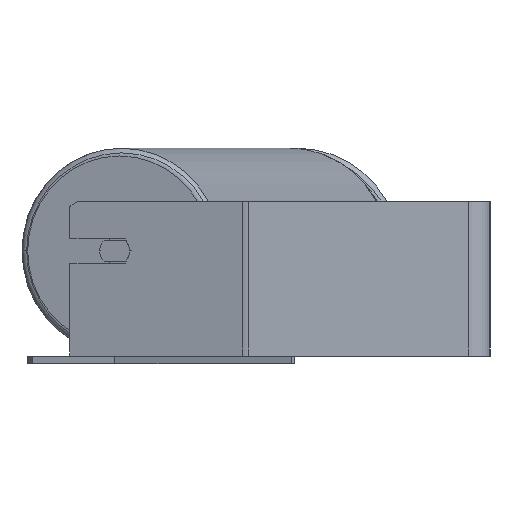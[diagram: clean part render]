
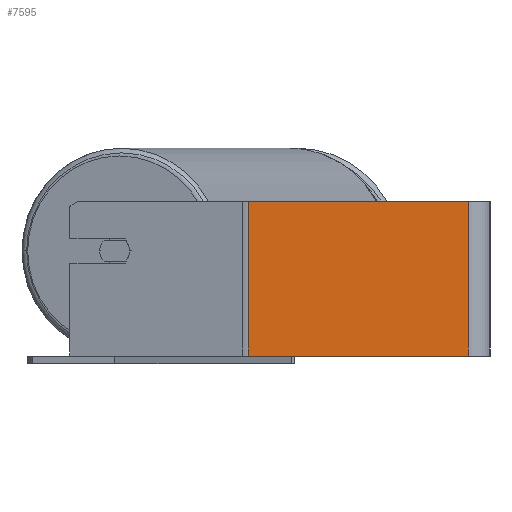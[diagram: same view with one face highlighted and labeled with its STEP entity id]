
A CAD part, left-side view. The second image highlights one B-rep face of the part: STEP entity #7595.
In plain terms, the highlighted planar face has unit normal (-1, 0, 0).
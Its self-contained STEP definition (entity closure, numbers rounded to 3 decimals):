
#231 = CARTESIAN_POINT ( 'NONE',  ( -700., 156.401, -50. ) ) ;
#766 = LINE ( 'NONE', #8012, #3349 ) ;
#887 = AXIS2_PLACEMENT_3D ( 'NONE', #5628, #4211, #8397 ) ;
#1036 = VECTOR ( 'NONE', #1815, 1000. ) ;
#1066 = CARTESIAN_POINT ( 'NONE',  ( -700., 156.401, 50. ) ) ;
#1270 = EDGE_CURVE ( 'NONE', #4331, #6194, #766, .T. ) ;
#1510 = DIRECTION ( 'NONE',  ( 0., 0., -1. ) ) ;
#1676 = DIRECTION ( 'NONE',  ( 0., 0., -1. ) ) ;
#1815 = DIRECTION ( 'NONE',  ( 0., -1., 0. ) ) ;
#1939 = CARTESIAN_POINT ( 'NONE',  ( -700., 156.401, 50. ) ) ;
#2188 = VERTEX_POINT ( 'NONE', #1939 ) ;
#2739 = PLANE ( 'NONE',  #887 ) ;
#3349 = VECTOR ( 'NONE', #1510, 1000. ) ;
#3544 = CARTESIAN_POINT ( 'NONE',  ( -700., 158.244, 50. ) ) ;
#3702 = ORIENTED_EDGE ( 'NONE', *, *, #5492, .F. ) ;
#4211 = DIRECTION ( 'NONE',  ( 1., 0., 0. ) ) ;
#4331 = VERTEX_POINT ( 'NONE', #7437 ) ;
#5023 = LINE ( 'NONE', #3544, #6307 ) ;
#5238 = LINE ( 'NONE', #1066, #6952 ) ;
#5422 = LINE ( 'NONE', #8336, #1036 ) ;
#5492 = EDGE_CURVE ( 'NONE', #2188, #4331, #5023, .T. ) ;
#5599 = ORIENTED_EDGE ( 'NONE', *, *, #1270, .F. ) ;
#5628 = CARTESIAN_POINT ( 'NONE',  ( -700., 158.244, 50. ) ) ;
#5738 = DIRECTION ( 'NONE',  ( 0., -1., 0. ) ) ;
#6194 = VERTEX_POINT ( 'NONE', #7541 ) ;
#6307 = VECTOR ( 'NONE', #5738, 1000. ) ;
#6311 = FACE_OUTER_BOUND ( 'NONE', #8109, .T. ) ;
#6622 = VERTEX_POINT ( 'NONE', #231 ) ;
#6952 = VECTOR ( 'NONE', #1676, 1000. ) ;
#7131 = ORIENTED_EDGE ( 'NONE', *, *, #7897, .T. ) ;
#7437 = CARTESIAN_POINT ( 'NONE',  ( -700., 14., 50. ) ) ;
#7541 = CARTESIAN_POINT ( 'NONE',  ( -700., 14., -50. ) ) ;
#7580 = ORIENTED_EDGE ( 'NONE', *, *, #8249, .T. ) ;
#7595 = ADVANCED_FACE ( 'NONE', ( #6311 ), #2739, .F. ) ;
#7897 = EDGE_CURVE ( 'NONE', #6622, #6194, #5422, .T. ) ;
#8012 = CARTESIAN_POINT ( 'NONE',  ( -700., 14., 50. ) ) ;
#8109 = EDGE_LOOP ( 'NONE', ( #7131, #5599, #3702, #7580 ) ) ;
#8249 = EDGE_CURVE ( 'NONE', #2188, #6622, #5238, .T. ) ;
#8336 = CARTESIAN_POINT ( 'NONE',  ( -700., 158.244, -50. ) ) ;
#8397 = DIRECTION ( 'NONE',  ( 0., 0., -1. ) ) ;
